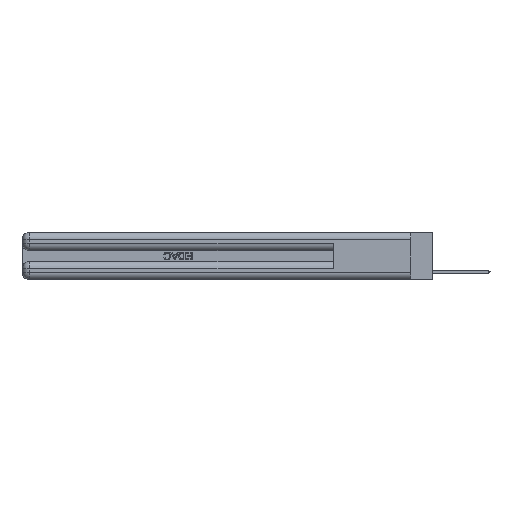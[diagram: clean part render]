
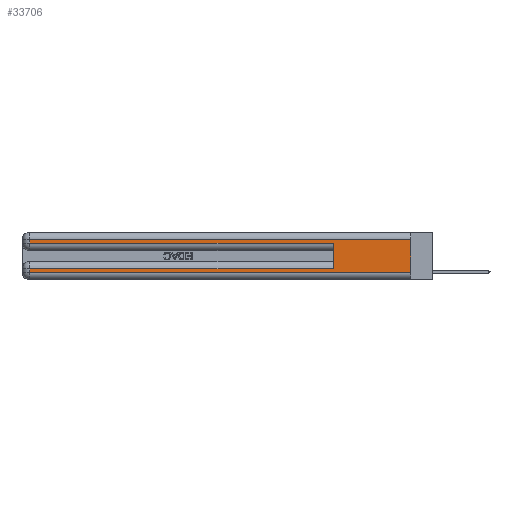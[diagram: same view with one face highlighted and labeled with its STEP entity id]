
A CAD part, left-side view. The second image highlights one B-rep face of the part: STEP entity #33706.
In plain terms, the highlighted planar face has unit normal (-1, 0, 0).
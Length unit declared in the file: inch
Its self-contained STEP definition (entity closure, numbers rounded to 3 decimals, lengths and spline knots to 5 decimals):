
#221 = ORIENTED_EDGE ( 'NONE', *, *, #6620, .T. ) ;
#1046 = DIRECTION ( 'NONE',  ( 0., 1., 0. ) ) ;
#1111 = ORIENTED_EDGE ( 'NONE', *, *, #19229, .T. ) ;
#1251 = VERTEX_POINT ( 'NONE', #6069 ) ;
#1887 = EDGE_CURVE ( 'NONE', #4441, #1251, #13155, .T. ) ;
#2182 = DIRECTION ( 'NONE',  ( 0., 0., -1. ) ) ;
#3351 = DIRECTION ( 'NONE',  ( 0., 0., -1. ) ) ;
#4441 = VERTEX_POINT ( 'NONE', #34590 ) ;
#4493 = VECTOR ( 'NONE', #22050, 39.37008 ) ;
#4729 = ORIENTED_EDGE ( 'NONE', *, *, #14178, .T. ) ;
#4902 = DIRECTION ( 'NONE',  ( 1., 0., 0. ) ) ;
#5647 = CARTESIAN_POINT ( 'NONE',  ( 0., 0., 0.31 ) ) ;
#5827 = VECTOR ( 'NONE', #32115, 39.37008 ) ;
#6069 = CARTESIAN_POINT ( 'NONE',  ( 0., 2.94, 0.06 ) ) ;
#6351 = CARTESIAN_POINT ( 'NONE',  ( 0., 0., 0.06 ) ) ;
#6620 = EDGE_CURVE ( 'NONE', #33826, #7014, #27649, .T. ) ;
#7014 = VERTEX_POINT ( 'NONE', #24356 ) ;
#7024 = VECTOR ( 'NONE', #13429, 39.37008 ) ;
#7348 = EDGE_CURVE ( 'NONE', #17263, #9421, #26689, .T. ) ;
#7957 = CARTESIAN_POINT ( 'NONE',  ( 0., 0., 0.37 ) ) ;
#8212 = ORIENTED_EDGE ( 'NONE', *, *, #7348, .F. ) ;
#8906 = ORIENTED_EDGE ( 'NONE', *, *, #20663, .T. ) ;
#9421 = VERTEX_POINT ( 'NONE', #33694 ) ;
#10355 = EDGE_LOOP ( 'NONE', ( #20049, #32036, #221, #8906, #8212, #1111, #16622, #4729 ) ) ;
#10574 = VERTEX_POINT ( 'NONE', #5647 ) ;
#10648 = VECTOR ( 'NONE', #25386, 39.37008 ) ;
#10712 = AXIS2_PLACEMENT_3D ( 'NONE', #7957, #4902, #2182 ) ;
#12010 = CARTESIAN_POINT ( 'NONE',  ( 0., 0., 0.37 ) ) ;
#12090 = VECTOR ( 'NONE', #18755, 39.37008 ) ;
#12433 = CARTESIAN_POINT ( 'NONE',  ( 0., 0.6, 0.145 ) ) ;
#12707 = EDGE_CURVE ( 'NONE', #10574, #33826, #23930, .T. ) ;
#13155 = LINE ( 'NONE', #35202, #12090 ) ;
#13429 = DIRECTION ( 'NONE',  ( 0., -1., 0. ) ) ;
#13778 = CARTESIAN_POINT ( 'NONE',  ( 0., 0., 0.06 ) ) ;
#13838 = CARTESIAN_POINT ( 'NONE',  ( 0., 0., 0.085 ) ) ;
#14178 = EDGE_CURVE ( 'NONE', #1251, #20166, #16304, .T. ) ;
#14952 = LINE ( 'NONE', #25633, #17060 ) ;
#16304 = LINE ( 'NONE', #13778, #7024 ) ;
#16622 = ORIENTED_EDGE ( 'NONE', *, *, #1887, .T. ) ;
#17060 = VECTOR ( 'NONE', #33938, 39.37008 ) ;
#17263 = VERTEX_POINT ( 'NONE', #26733 ) ;
#18755 = DIRECTION ( 'NONE',  ( 0., 0., -1. ) ) ;
#19229 = EDGE_CURVE ( 'NONE', #17263, #4441, #25208, .T. ) ;
#19346 = CARTESIAN_POINT ( 'NONE',  ( 0., 2.94, 0.37 ) ) ;
#20049 = ORIENTED_EDGE ( 'NONE', *, *, #29085, .F. ) ;
#20166 = VERTEX_POINT ( 'NONE', #6351 ) ;
#20663 = EDGE_CURVE ( 'NONE', #7014, #9421, #14952, .T. ) ;
#22050 = DIRECTION ( 'NONE',  ( 0., 0., -1. ) ) ;
#23930 = LINE ( 'NONE', #34966, #24250 ) ;
#24250 = VECTOR ( 'NONE', #1046, 39.37008 ) ;
#24356 = CARTESIAN_POINT ( 'NONE',  ( 0., 2.94, 0.285 ) ) ;
#25208 = LINE ( 'NONE', #13838, #10648 ) ;
#25386 = DIRECTION ( 'NONE',  ( 0., 1., 0. ) ) ;
#25633 = CARTESIAN_POINT ( 'NONE',  ( 0., 0., 0.285 ) ) ;
#26689 = LINE ( 'NONE', #12433, #5827 ) ;
#26733 = CARTESIAN_POINT ( 'NONE',  ( 0., 0.6, 0.085 ) ) ;
#27649 = LINE ( 'NONE', #19346, #4493 ) ;
#29085 = EDGE_CURVE ( 'NONE', #10574, #20166, #33879, .T. ) ;
#29613 = VECTOR ( 'NONE', #3351, 39.37008 ) ;
#32036 = ORIENTED_EDGE ( 'NONE', *, *, #12707, .T. ) ;
#32115 = DIRECTION ( 'NONE',  ( 0., 0., 1. ) ) ;
#32168 = PLANE ( 'NONE',  #10712 ) ;
#32356 = FACE_OUTER_BOUND ( 'NONE', #10355, .T. ) ;
#33598 = CARTESIAN_POINT ( 'NONE',  ( 0., 2.94, 0.31 ) ) ;
#33694 = CARTESIAN_POINT ( 'NONE',  ( 0., 0.6, 0.285 ) ) ;
#33706 = ADVANCED_FACE ( 'NONE', ( #32356 ), #32168, .F. ) ;
#33826 = VERTEX_POINT ( 'NONE', #33598 ) ;
#33879 = LINE ( 'NONE', #12010, #29613 ) ;
#33938 = DIRECTION ( 'NONE',  ( 0., -1., 0. ) ) ;
#34590 = CARTESIAN_POINT ( 'NONE',  ( 0., 2.94, 0.085 ) ) ;
#34966 = CARTESIAN_POINT ( 'NONE',  ( 0., 0., 0.31 ) ) ;
#35202 = CARTESIAN_POINT ( 'NONE',  ( 0., 2.94, 0.37 ) ) ;
